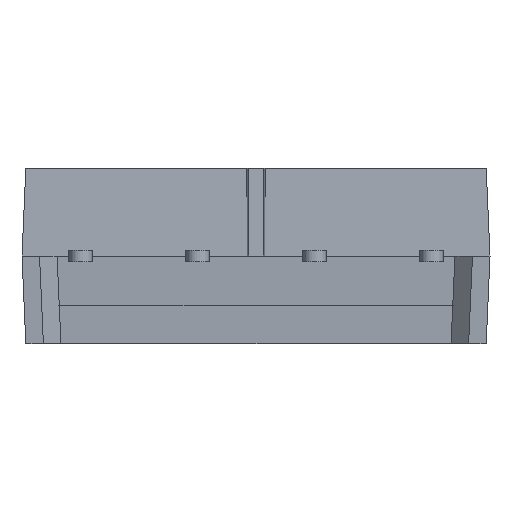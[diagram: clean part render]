
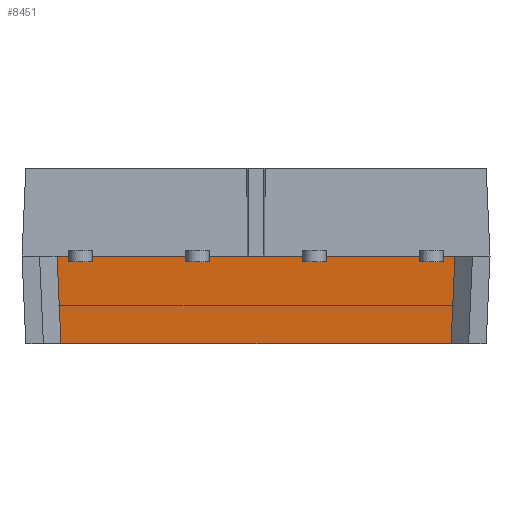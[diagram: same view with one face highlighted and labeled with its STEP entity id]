
A CAD part, front view. The second image highlights one B-rep face of the part: STEP entity #8451.
In plain terms, the highlighted planar face has unit normal (0, -0.999, -0.044).
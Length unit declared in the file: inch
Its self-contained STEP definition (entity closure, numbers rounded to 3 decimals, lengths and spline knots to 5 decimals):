
#8268=CARTESIAN_POINT('',(0.15,-0.155,0.005));
#8269=DIRECTION('',(0.,-0.999,-0.044));
#8270=DIRECTION('',(0.,0.044,-0.999));
#8271=AXIS2_PLACEMENT_3D('',#8268,#8269,#8270);
#8272=PLANE('',#8271);
#8273=CARTESIAN_POINT('',(0.01,-0.15478,0.0));
#8274=VERTEX_POINT('',#8273);
#8275=CARTESIAN_POINT('',(0.01,-0.155,0.005));
#8276=VERTEX_POINT('',#8275);
#8277=CARTESIAN_POINT('',(0.01,-0.15478,0.0));
#8278=DIRECTION('',(0.0,-0.044,0.999));
#8279=VECTOR('',#8278,0.005);
#8280=LINE('',#8277,#8279);
#8281=EDGE_CURVE('',#8274,#8276,#8280,.T.);
#8282=ORIENTED_EDGE('',*,*,#8281,.F.);
#8283=CARTESIAN_POINT('',(-0.01,-0.15478,0.0));
#8284=VERTEX_POINT('',#8283);
#8285=CARTESIAN_POINT('',(-0.01,-0.15478,0.));
#8286=DIRECTION('',(1.0,0.0,0.0));
#8287=VECTOR('',#8286,0.02);
#8288=LINE('',#8285,#8287);
#8289=EDGE_CURVE('',#8284,#8274,#8288,.T.);
#8290=ORIENTED_EDGE('',*,*,#8289,.F.);
#8291=CARTESIAN_POINT('',(-0.01,-0.155,0.005));
#8292=VERTEX_POINT('',#8291);
#8293=CARTESIAN_POINT('',(-0.01,-0.155,0.005));
#8294=DIRECTION('',(0.0,0.044,-0.999));
#8295=VECTOR('',#8294,0.005);
#8296=LINE('',#8293,#8295);
#8297=EDGE_CURVE('',#8292,#8284,#8296,.T.);
#8298=ORIENTED_EDGE('',*,*,#8297,.F.);
#8299=CARTESIAN_POINT('',(-0.0425,-0.155,0.005));
#8300=VERTEX_POINT('',#8299);
#8301=CARTESIAN_POINT('',(-0.01,-0.155,0.005));
#8302=DIRECTION('',(-1.0,0.0,0.0));
#8303=VECTOR('',#8302,0.0325);
#8304=LINE('',#8301,#8303);
#8305=EDGE_CURVE('',#8292,#8300,#8304,.T.);
#8306=ORIENTED_EDGE('',*,*,#8305,.T.);
#8307=CARTESIAN_POINT('',(-0.0575,-0.155,0.005));
#8308=VERTEX_POINT('',#8307);
#8309=CARTESIAN_POINT('',(-0.0425,-0.155,0.005));
#8310=DIRECTION('',(-1.0,0.0,0.0));
#8311=VECTOR('',#8310,0.015);
#8312=LINE('',#8309,#8311);
#8313=EDGE_CURVE('',#8300,#8308,#8312,.T.);
#8314=ORIENTED_EDGE('',*,*,#8313,.T.);
#8315=CARTESIAN_POINT('',(-0.09,-0.155,0.005));
#8316=VERTEX_POINT('',#8315);
#8317=CARTESIAN_POINT('',(-0.0575,-0.155,0.005));
#8318=DIRECTION('',(-1.0,0.0,0.0));
#8319=VECTOR('',#8318,0.0325);
#8320=LINE('',#8317,#8319);
#8321=EDGE_CURVE('',#8308,#8316,#8320,.T.);
#8322=ORIENTED_EDGE('',*,*,#8321,.T.);
#8323=CARTESIAN_POINT('',(-0.09,-0.15478,0.0));
#8324=VERTEX_POINT('',#8323);
#8325=CARTESIAN_POINT('',(-0.09,-0.15478,0.0));
#8326=DIRECTION('',(0.0,-0.044,0.999));
#8327=VECTOR('',#8326,0.005);
#8328=LINE('',#8325,#8327);
#8329=EDGE_CURVE('',#8324,#8316,#8328,.T.);
#8330=ORIENTED_EDGE('',*,*,#8329,.F.);
#8331=CARTESIAN_POINT('',(-0.11,-0.15478,0.0));
#8332=VERTEX_POINT('',#8331);
#8333=CARTESIAN_POINT('',(-0.11,-0.15478,0.));
#8334=DIRECTION('',(1.0,0.0,0.0));
#8335=VECTOR('',#8334,0.02);
#8336=LINE('',#8333,#8335);
#8337=EDGE_CURVE('',#8332,#8324,#8336,.T.);
#8338=ORIENTED_EDGE('',*,*,#8337,.F.);
#8339=CARTESIAN_POINT('',(-0.11,-0.155,0.005));
#8340=VERTEX_POINT('',#8339);
#8341=CARTESIAN_POINT('',(-0.11,-0.155,0.005));
#8342=DIRECTION('',(0.0,0.044,-0.999));
#8343=VECTOR('',#8342,0.005);
#8344=LINE('',#8341,#8343);
#8345=EDGE_CURVE('',#8340,#8332,#8344,.T.);
#8346=ORIENTED_EDGE('',*,*,#8345,.F.);
#8347=CARTESIAN_POINT('',(-0.19,-0.155,0.005));
#8348=VERTEX_POINT('',#8347);
#8349=CARTESIAN_POINT('',(-0.11,-0.155,0.005));
#8350=DIRECTION('',(-1.0,0.0,0.0));
#8351=VECTOR('',#8350,0.08);
#8352=LINE('',#8349,#8351);
#8353=EDGE_CURVE('',#8340,#8348,#8352,.T.);
#8354=ORIENTED_EDGE('',*,*,#8353,.T.);
#8355=CARTESIAN_POINT('',(-0.19,-0.15478,0.0));
#8356=VERTEX_POINT('',#8355);
#8357=CARTESIAN_POINT('',(-0.19,-0.15478,0.));
#8358=DIRECTION('',(0.0,-0.044,0.999));
#8359=VECTOR('',#8358,0.005);
#8360=LINE('',#8357,#8359);
#8361=EDGE_CURVE('',#8356,#8348,#8360,.T.);
#8362=ORIENTED_EDGE('',*,*,#8361,.F.);
#8363=CARTESIAN_POINT('',(-0.21,-0.15478,0.0));
#8364=VERTEX_POINT('',#8363);
#8365=CARTESIAN_POINT('',(-0.21,-0.15478,0.));
#8366=DIRECTION('',(1.0,0.0,0.0));
#8367=VECTOR('',#8366,0.02);
#8368=LINE('',#8365,#8367);
#8369=EDGE_CURVE('',#8364,#8356,#8368,.T.);
#8370=ORIENTED_EDGE('',*,*,#8369,.F.);
#8371=CARTESIAN_POINT('',(-0.21,-0.155,0.005));
#8372=VERTEX_POINT('',#8371);
#8373=CARTESIAN_POINT('',(-0.21,-0.155,0.005));
#8374=DIRECTION('',(0.0,0.044,-0.999));
#8375=VECTOR('',#8374,0.005);
#8376=LINE('',#8373,#8375);
#8377=EDGE_CURVE('',#8372,#8364,#8376,.T.);
#8378=ORIENTED_EDGE('',*,*,#8377,.F.);
#8379=CARTESIAN_POINT('',(-0.22,-0.155,0.005));
#8380=VERTEX_POINT('',#8379);
#8381=CARTESIAN_POINT('',(-0.21,-0.155,0.005));
#8382=DIRECTION('',(-1.0,0.0,0.0));
#8383=VECTOR('',#8382,0.01);
#8384=LINE('',#8381,#8383);
#8385=EDGE_CURVE('',#8372,#8380,#8384,.T.);
#8386=ORIENTED_EDGE('',*,*,#8385,.T.);
#8387=CARTESIAN_POINT('',(-0.21673,-0.15173,-0.07));
#8388=VERTEX_POINT('',#8387);
#8389=CARTESIAN_POINT('',(-0.21673,-0.15173,-0.07));
#8390=DIRECTION('',(-0.044,-0.044,0.998));
#8391=VECTOR('',#8390,0.07514);
#8392=LINE('',#8389,#8391);
#8393=EDGE_CURVE('',#8380,#8388,#8392,.F.);
#8394=ORIENTED_EDGE('',*,*,#8393,.T.);
#8395=CARTESIAN_POINT('',(0.11673,-0.15173,-0.07));
#8396=VERTEX_POINT('',#8395);
#8397=CARTESIAN_POINT('',(0.11673,-0.15173,-0.07));
#8398=DIRECTION('',(-1.0,0.0,0.0));
#8399=VECTOR('',#8398,0.33345);
#8400=LINE('',#8397,#8399);
#8401=EDGE_CURVE('',#8388,#8396,#8400,.F.);
#8402=ORIENTED_EDGE('',*,*,#8401,.T.);
#8403=CARTESIAN_POINT('',(0.12,-0.155,0.005));
#8404=VERTEX_POINT('',#8403);
#8405=CARTESIAN_POINT('',(0.12,-0.155,0.005));
#8406=DIRECTION('',(-0.044,0.044,-0.998));
#8407=VECTOR('',#8406,0.07514);
#8408=LINE('',#8405,#8407);
#8409=EDGE_CURVE('',#8396,#8404,#8408,.F.);
#8410=ORIENTED_EDGE('',*,*,#8409,.T.);
#8411=CARTESIAN_POINT('',(0.11,-0.155,0.005));
#8412=VERTEX_POINT('',#8411);
#8413=CARTESIAN_POINT('',(0.12,-0.155,0.005));
#8414=DIRECTION('',(-1.0,0.0,0.0));
#8415=VECTOR('',#8414,0.01);
#8416=LINE('',#8413,#8415);
#8417=EDGE_CURVE('',#8404,#8412,#8416,.T.);
#8418=ORIENTED_EDGE('',*,*,#8417,.T.);
#8419=CARTESIAN_POINT('',(0.11,-0.15478,0.0));
#8420=VERTEX_POINT('',#8419);
#8421=CARTESIAN_POINT('',(0.11,-0.15478,0.0));
#8422=DIRECTION('',(0.0,-0.044,0.999));
#8423=VECTOR('',#8422,0.005);
#8424=LINE('',#8421,#8423);
#8425=EDGE_CURVE('',#8420,#8412,#8424,.T.);
#8426=ORIENTED_EDGE('',*,*,#8425,.F.);
#8427=CARTESIAN_POINT('',(0.09,-0.15478,0.0));
#8428=VERTEX_POINT('',#8427);
#8429=CARTESIAN_POINT('',(0.09,-0.15478,0.));
#8430=DIRECTION('',(1.0,0.0,0.0));
#8431=VECTOR('',#8430,0.02);
#8432=LINE('',#8429,#8431);
#8433=EDGE_CURVE('',#8428,#8420,#8432,.T.);
#8434=ORIENTED_EDGE('',*,*,#8433,.F.);
#8435=CARTESIAN_POINT('',(0.09,-0.155,0.005));
#8436=VERTEX_POINT('',#8435);
#8437=CARTESIAN_POINT('',(0.09,-0.155,0.005));
#8438=DIRECTION('',(0.0,0.044,-0.999));
#8439=VECTOR('',#8438,0.005);
#8440=LINE('',#8437,#8439);
#8441=EDGE_CURVE('',#8436,#8428,#8440,.T.);
#8442=ORIENTED_EDGE('',*,*,#8441,.F.);
#8443=CARTESIAN_POINT('',(0.09,-0.155,0.005));
#8444=DIRECTION('',(-1.0,0.0,0.0));
#8445=VECTOR('',#8444,0.08);
#8446=LINE('',#8443,#8445);
#8447=EDGE_CURVE('',#8436,#8276,#8446,.T.);
#8448=ORIENTED_EDGE('',*,*,#8447,.T.);
#8449=EDGE_LOOP('',(#8282,#8290,#8298,#8306,#8314,#8322,#8330,#8338,#8346,#8354,#8362,#8370,#8378,#8386,#8394,#8402,#8410,#8418,#8426,#8434,#8442,#8448));
#8450=FACE_OUTER_BOUND('',#8449,.T.);
#8451=ADVANCED_FACE('',(#8450),#8272,.T.);
